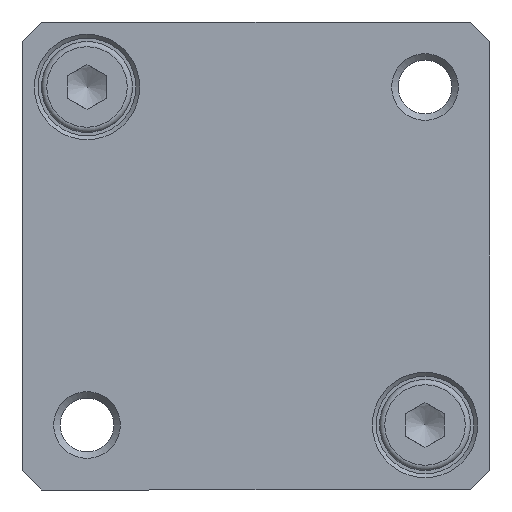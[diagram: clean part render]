
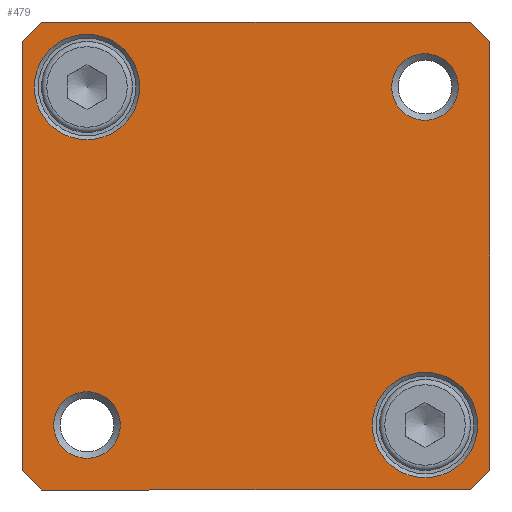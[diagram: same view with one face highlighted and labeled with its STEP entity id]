
A CAD part, front view. The second image highlights one B-rep face of the part: STEP entity #479.
In plain terms, the highlighted planar face has unit normal (0, -1, 0).
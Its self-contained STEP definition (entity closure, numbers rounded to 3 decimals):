
#364=CARTESIAN_POINT('',(0.,-6.75,0.0));
#365=DIRECTION('',(0.0,1.0,0.0));
#366=DIRECTION('',(0.0,0.0,1.0));
#367=AXIS2_PLACEMENT_3D('',#364,#365,#366);
#368=PLANE('',#367);
#369=CARTESIAN_POINT('',(-16.5,-6.75,18.));
#370=VERTEX_POINT('',#369);
#371=CARTESIAN_POINT('',(16.5,-6.75,18.0));
#372=VERTEX_POINT('',#371);
#373=CARTESIAN_POINT('',(-16.5,-6.75,18.));
#374=DIRECTION('',(1.0,0.0,0.0));
#375=VECTOR('',#374,33.0);
#376=LINE('',#373,#375);
#377=EDGE_CURVE('',#370,#372,#376,.T.);
#378=ORIENTED_EDGE('',*,*,#377,.F.);
#379=CARTESIAN_POINT('',(-18.0,-6.75,16.5));
#380=VERTEX_POINT('',#379);
#381=CARTESIAN_POINT('',(-18.0,-6.75,16.5));
#382=DIRECTION('',(0.707,0.0,0.707));
#383=VECTOR('',#382,2.121);
#384=LINE('',#381,#383);
#385=EDGE_CURVE('',#380,#370,#384,.T.);
#386=ORIENTED_EDGE('',*,*,#385,.F.);
#387=CARTESIAN_POINT('',(-18.0,-6.75,-16.5));
#388=VERTEX_POINT('',#387);
#389=CARTESIAN_POINT('',(-18.0,-6.75,-16.5));
#390=DIRECTION('',(0.0,0.0,1.0));
#391=VECTOR('',#390,33.);
#392=LINE('',#389,#391);
#393=EDGE_CURVE('',#388,#380,#392,.T.);
#394=ORIENTED_EDGE('',*,*,#393,.F.);
#395=CARTESIAN_POINT('',(-16.5,-6.75,-18.));
#396=VERTEX_POINT('',#395);
#397=CARTESIAN_POINT('',(-16.5,-6.75,-18.));
#398=DIRECTION('',(-0.707,0.0,0.707));
#399=VECTOR('',#398,2.121);
#400=LINE('',#397,#399);
#401=EDGE_CURVE('',#396,#388,#400,.T.);
#402=ORIENTED_EDGE('',*,*,#401,.F.);
#403=CARTESIAN_POINT('',(16.5,-6.75,-18.0));
#404=VERTEX_POINT('',#403);
#405=CARTESIAN_POINT('',(16.5,-6.75,-18.0));
#406=DIRECTION('',(-1.0,0.0,0.0));
#407=VECTOR('',#406,33.0);
#408=LINE('',#405,#407);
#409=EDGE_CURVE('',#404,#396,#408,.T.);
#410=ORIENTED_EDGE('',*,*,#409,.F.);
#411=CARTESIAN_POINT('',(18.0,-6.75,-16.5));
#412=VERTEX_POINT('',#411);
#413=CARTESIAN_POINT('',(18.0,-6.75,-16.5));
#414=DIRECTION('',(-0.707,0.0,-0.707));
#415=VECTOR('',#414,2.121);
#416=LINE('',#413,#415);
#417=EDGE_CURVE('',#412,#404,#416,.T.);
#418=ORIENTED_EDGE('',*,*,#417,.F.);
#419=CARTESIAN_POINT('',(18.0,-6.75,16.5));
#420=VERTEX_POINT('',#419);
#421=CARTESIAN_POINT('',(18.0,-6.75,16.5));
#422=DIRECTION('',(0.0,0.0,-1.0));
#423=VECTOR('',#422,33.0);
#424=LINE('',#421,#423);
#425=EDGE_CURVE('',#420,#412,#424,.T.);
#426=ORIENTED_EDGE('',*,*,#425,.F.);
#427=CARTESIAN_POINT('',(16.5,-6.75,18.0));
#428=DIRECTION('',(0.707,0.0,-0.707));
#429=VECTOR('',#428,2.121);
#430=LINE('',#427,#429);
#431=EDGE_CURVE('',#372,#420,#430,.T.);
#432=ORIENTED_EDGE('',*,*,#431,.F.);
#433=EDGE_LOOP('',(#378,#386,#394,#402,#410,#418,#426,#432));
#434=FACE_OUTER_BOUND('',#433,.T.);
#435=CARTESIAN_POINT('',(-8.95,-6.75,13.0));
#436=VERTEX_POINT('',#435);
#437=CARTESIAN_POINT('',(-13.0,-6.75,13.0));
#438=DIRECTION('',(0.0,-1.0,0.0));
#439=DIRECTION('',(-1.0,0.0,0.0));
#440=AXIS2_PLACEMENT_3D('',#437,#438,#439);
#441=CIRCLE('',#440,4.05);
#442=EDGE_CURVE('',#436,#436,#441,.T.);
#443=ORIENTED_EDGE('',*,*,#442,.F.);
#444=EDGE_LOOP('',(#443));
#445=FACE_BOUND('',#444,.T.);
#446=CARTESIAN_POINT('',(15.567,-6.75,13.0));
#447=VERTEX_POINT('',#446);
#448=CARTESIAN_POINT('',(13.0,-6.75,13.0));
#449=DIRECTION('',(0.0,-1.0,0.0));
#450=DIRECTION('',(-1.0,0.0,0.0));
#451=AXIS2_PLACEMENT_3D('',#448,#449,#450);
#452=CIRCLE('',#451,2.567);
#453=EDGE_CURVE('',#447,#447,#452,.T.);
#454=ORIENTED_EDGE('',*,*,#453,.F.);
#455=EDGE_LOOP('',(#454));
#456=FACE_BOUND('',#455,.T.);
#457=CARTESIAN_POINT('',(-10.433,-6.75,-13.0));
#458=VERTEX_POINT('',#457);
#459=CARTESIAN_POINT('',(-13.0,-6.75,-13.0));
#460=DIRECTION('',(0.0,-1.0,0.0));
#461=DIRECTION('',(-1.0,0.0,0.0));
#462=AXIS2_PLACEMENT_3D('',#459,#460,#461);
#463=CIRCLE('',#462,2.567);
#464=EDGE_CURVE('',#458,#458,#463,.T.);
#465=ORIENTED_EDGE('',*,*,#464,.F.);
#466=EDGE_LOOP('',(#465));
#467=FACE_BOUND('',#466,.T.);
#468=CARTESIAN_POINT('',(17.05,-6.75,-13.0));
#469=VERTEX_POINT('',#468);
#470=CARTESIAN_POINT('',(13.0,-6.75,-13.0));
#471=DIRECTION('',(0.0,-1.0,0.0));
#472=DIRECTION('',(-1.0,0.0,0.0));
#473=AXIS2_PLACEMENT_3D('',#470,#471,#472);
#474=CIRCLE('',#473,4.05);
#475=EDGE_CURVE('',#469,#469,#474,.T.);
#476=ORIENTED_EDGE('',*,*,#475,.F.);
#477=EDGE_LOOP('',(#476));
#478=FACE_BOUND('',#477,.T.);
#479=ADVANCED_FACE('',(#434,#445,#456,#467,#478),#368,.F.);
